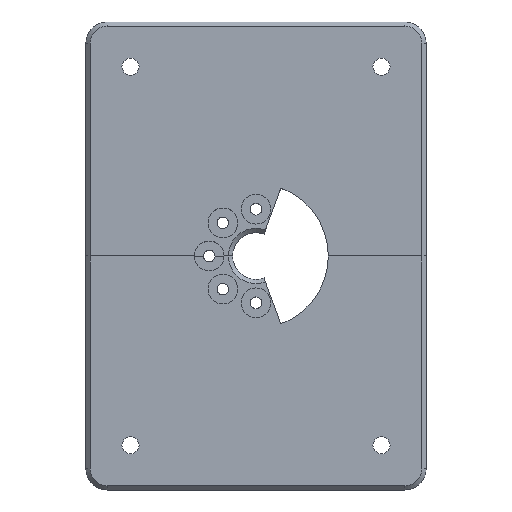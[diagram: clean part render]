
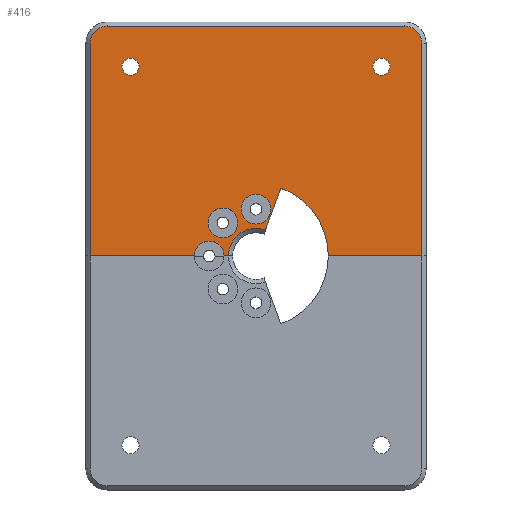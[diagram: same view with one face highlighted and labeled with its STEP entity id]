
A CAD part, top view. The second image highlights one B-rep face of the part: STEP entity #416.
In plain terms, the highlighted planar face has unit normal (0, 0, 1).
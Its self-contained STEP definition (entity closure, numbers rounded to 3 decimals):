
#148 = VERTEX_POINT('',#149);
#149 = CARTESIAN_POINT('',(-35.,54.,5.));
#157 = VERTEX_POINT('',#158);
#158 = CARTESIAN_POINT('',(35.,54.,5.));
#164 = EDGE_CURVE('',#148,#157,#165,.T.);
#165 = LINE('',#166,#167);
#166 = CARTESIAN_POINT('',(-35.,54.,5.));
#167 = VECTOR('',#168,1.);
#168 = DIRECTION('',(1.,0.,0.));
#237 = VERTEX_POINT('',#238);
#238 = CARTESIAN_POINT('',(-39.,50.,5.));
#246 = EDGE_CURVE('',#237,#148,#247,.T.);
#247 = CIRCLE('',#248,4.);
#248 = AXIS2_PLACEMENT_3D('',#249,#250,#251);
#249 = CARTESIAN_POINT('',(-35.,50.,5.));
#250 = DIRECTION('',(0.,0.,-1.));
#251 = DIRECTION('',(-1.,0.,0.));
#416 = ADVANCED_FACE('',(#417,#503,#514,#525,#536),#547,.F.);
#417 = FACE_BOUND('',#418,.F.);
#418 = EDGE_LOOP('',(#419,#429,#438,#446,#455,#463,#472,#480,#486,#487,
    #488,#497));
#419 = ORIENTED_EDGE('',*,*,#420,.T.);
#420 = EDGE_CURVE('',#421,#423,#425,.T.);
#421 = VERTEX_POINT('',#422);
#422 = CARTESIAN_POINT('',(39.,0.,5.));
#423 = VERTEX_POINT('',#424);
#424 = CARTESIAN_POINT('',(17.,0.,5.));
#425 = LINE('',#426,#427);
#426 = CARTESIAN_POINT('',(40.,0.,5.));
#427 = VECTOR('',#428,1.);
#428 = DIRECTION('',(-1.,0.,0.));
#429 = ORIENTED_EDGE('',*,*,#430,.T.);
#430 = EDGE_CURVE('',#423,#431,#433,.T.);
#431 = VERTEX_POINT('',#432);
#432 = CARTESIAN_POINT('',(5.814,15.975,5.));
#433 = CIRCLE('',#434,17.);
#434 = AXIS2_PLACEMENT_3D('',#435,#436,#437);
#435 = CARTESIAN_POINT('',(0.,0.,5.));
#436 = DIRECTION('',(0.,0.,1.));
#437 = DIRECTION('',(1.,0.,0.));
#438 = ORIENTED_EDGE('',*,*,#439,.F.);
#439 = EDGE_CURVE('',#440,#431,#442,.T.);
#440 = VERTEX_POINT('',#441);
#441 = CARTESIAN_POINT('',(2.223,6.108,5.));
#442 = LINE('',#443,#444);
#443 = CARTESIAN_POINT('',(1.881,5.168,5.));
#444 = VECTOR('',#445,1.);
#445 = DIRECTION('',(0.342,0.94,0.));
#446 = ORIENTED_EDGE('',*,*,#447,.T.);
#447 = EDGE_CURVE('',#440,#448,#450,.T.);
#448 = VERTEX_POINT('',#449);
#449 = CARTESIAN_POINT('',(-6.5,0.,5.));
#450 = CIRCLE('',#451,6.5);
#451 = AXIS2_PLACEMENT_3D('',#452,#453,#454);
#452 = CARTESIAN_POINT('',(0.,0.,5.));
#453 = DIRECTION('',(0.,-0.,1.));
#454 = DIRECTION('',(0.342,0.94,0.));
#455 = ORIENTED_EDGE('',*,*,#456,.T.);
#456 = EDGE_CURVE('',#448,#457,#459,.T.);
#457 = VERTEX_POINT('',#458);
#458 = CARTESIAN_POINT('',(-7.5,0.,5.));
#459 = LINE('',#460,#461);
#460 = CARTESIAN_POINT('',(40.,0.,5.));
#461 = VECTOR('',#462,1.);
#462 = DIRECTION('',(-1.,0.,0.));
#463 = ORIENTED_EDGE('',*,*,#464,.T.);
#464 = EDGE_CURVE('',#457,#465,#467,.T.);
#465 = VERTEX_POINT('',#466);
#466 = CARTESIAN_POINT('',(-14.5,0.,5.));
#467 = CIRCLE('',#468,3.5);
#468 = AXIS2_PLACEMENT_3D('',#469,#470,#471);
#469 = CARTESIAN_POINT('',(-11.,0.,5.));
#470 = DIRECTION('',(0.,0.,1.));
#471 = DIRECTION('',(1.,0.,0.));
#472 = ORIENTED_EDGE('',*,*,#473,.T.);
#473 = EDGE_CURVE('',#465,#474,#476,.T.);
#474 = VERTEX_POINT('',#475);
#475 = CARTESIAN_POINT('',(-39.,0.,5.));
#476 = LINE('',#477,#478);
#477 = CARTESIAN_POINT('',(40.,0.,5.));
#478 = VECTOR('',#479,1.);
#479 = DIRECTION('',(-1.,0.,0.));
#480 = ORIENTED_EDGE('',*,*,#481,.T.);
#481 = EDGE_CURVE('',#474,#237,#482,.T.);
#482 = LINE('',#483,#484);
#483 = CARTESIAN_POINT('',(-39.,0.,5.));
#484 = VECTOR('',#485,1.);
#485 = DIRECTION('',(0.,1.,0.));
#486 = ORIENTED_EDGE('',*,*,#246,.T.);
#487 = ORIENTED_EDGE('',*,*,#164,.T.);
#488 = ORIENTED_EDGE('',*,*,#489,.T.);
#489 = EDGE_CURVE('',#157,#490,#492,.T.);
#490 = VERTEX_POINT('',#491);
#491 = CARTESIAN_POINT('',(39.,50.,5.));
#492 = CIRCLE('',#493,4.);
#493 = AXIS2_PLACEMENT_3D('',#494,#495,#496);
#494 = CARTESIAN_POINT('',(35.,50.,5.));
#495 = DIRECTION('',(0.,0.,-1.));
#496 = DIRECTION('',(0.,1.,0.));
#497 = ORIENTED_EDGE('',*,*,#498,.T.);
#498 = EDGE_CURVE('',#490,#421,#499,.T.);
#499 = LINE('',#500,#501);
#500 = CARTESIAN_POINT('',(39.,50.,5.));
#501 = VECTOR('',#502,1.);
#502 = DIRECTION('',(0.,-1.,0.));
#503 = FACE_BOUND('',#504,.F.);
#504 = EDGE_LOOP('',(#505));
#505 = ORIENTED_EDGE('',*,*,#506,.T.);
#506 = EDGE_CURVE('',#507,#507,#509,.T.);
#507 = VERTEX_POINT('',#508);
#508 = CARTESIAN_POINT('',(-4.278,7.778,5.));
#509 = CIRCLE('',#510,3.5);
#510 = AXIS2_PLACEMENT_3D('',#511,#512,#513);
#511 = CARTESIAN_POINT('',(-7.778,7.778,5.));
#512 = DIRECTION('',(0.,0.,1.));
#513 = DIRECTION('',(1.,0.,0.));
#514 = FACE_BOUND('',#515,.F.);
#515 = EDGE_LOOP('',(#516));
#516 = ORIENTED_EDGE('',*,*,#517,.T.);
#517 = EDGE_CURVE('',#518,#518,#520,.T.);
#518 = VERTEX_POINT('',#519);
#519 = CARTESIAN_POINT('',(3.5,11.,5.));
#520 = CIRCLE('',#521,3.5);
#521 = AXIS2_PLACEMENT_3D('',#522,#523,#524);
#522 = CARTESIAN_POINT('',(0.,11.,5.));
#523 = DIRECTION('',(0.,0.,1.));
#524 = DIRECTION('',(1.,0.,0.));
#525 = FACE_BOUND('',#526,.F.);
#526 = EDGE_LOOP('',(#527));
#527 = ORIENTED_EDGE('',*,*,#528,.T.);
#528 = EDGE_CURVE('',#529,#529,#531,.T.);
#529 = VERTEX_POINT('',#530);
#530 = CARTESIAN_POINT('',(31.5,44.5,5.));
#531 = CIRCLE('',#532,2.);
#532 = AXIS2_PLACEMENT_3D('',#533,#534,#535);
#533 = CARTESIAN_POINT('',(29.5,44.5,5.));
#534 = DIRECTION('',(0.,0.,1.));
#535 = DIRECTION('',(1.,0.,0.));
#536 = FACE_BOUND('',#537,.F.);
#537 = EDGE_LOOP('',(#538));
#538 = ORIENTED_EDGE('',*,*,#539,.T.);
#539 = EDGE_CURVE('',#540,#540,#542,.T.);
#540 = VERTEX_POINT('',#541);
#541 = CARTESIAN_POINT('',(-27.5,44.5,5.));
#542 = CIRCLE('',#543,2.);
#543 = AXIS2_PLACEMENT_3D('',#544,#545,#546);
#544 = CARTESIAN_POINT('',(-29.5,44.5,5.));
#545 = DIRECTION('',(0.,0.,1.));
#546 = DIRECTION('',(1.,0.,0.));
#547 = PLANE('',#548);
#548 = AXIS2_PLACEMENT_3D('',#549,#550,#551);
#549 = CARTESIAN_POINT('',(0.,27.5,5.));
#550 = DIRECTION('',(-0.,-0.,-1.));
#551 = DIRECTION('',(-1.,0.,0.));
